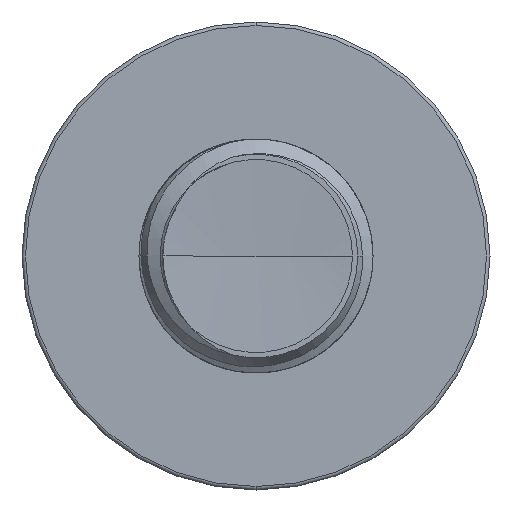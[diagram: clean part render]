
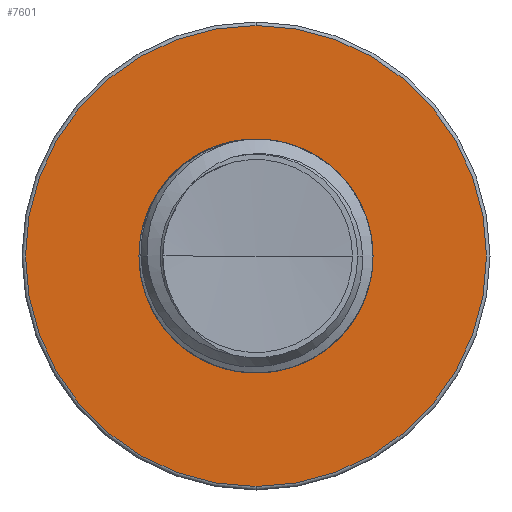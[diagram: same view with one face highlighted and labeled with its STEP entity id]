
A CAD part, front view. The second image highlights one B-rep face of the part: STEP entity #7601.
In plain terms, the highlighted planar face has unit normal (0, -1, 0).
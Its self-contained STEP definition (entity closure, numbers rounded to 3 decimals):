
#893 = DIRECTION ( 'NONE',  ( 0., 0., -1. ) ) ;
#1160 = AXIS2_PLACEMENT_3D ( 'NONE', #26174, #14681, #893 ) ;
#1219 = DIRECTION ( 'NONE',  ( 0., 0., -1. ) ) ;
#1232 = DIRECTION ( 'NONE',  ( 0., -1., 0. ) ) ;
#1253 = CARTESIAN_POINT ( 'NONE',  ( 0., 7.5, 0. ) ) ;
#1540 = CARTESIAN_POINT ( 'NONE',  ( 0., 7.5, 5.91 ) ) ;
#1944 = AXIS2_PLACEMENT_3D ( 'NONE', #1253, #1232, #1219 ) ;
#2416 = VERTEX_POINT ( 'NONE', #18529 ) ;
#3247 = AXIS2_PLACEMENT_3D ( 'NONE', #22194, #22187, #22130 ) ;
#3937 = CIRCLE ( 'NONE', #1160, 2.923 ) ;
#4558 = AXIS2_PLACEMENT_3D ( 'NONE', #19369, #19305, #19281 ) ;
#6451 = VERTEX_POINT ( 'NONE', #11588 ) ;
#7601 = ADVANCED_FACE ( 'NONE', ( #12971, #23794 ), #21985, .T. ) ;
#10539 = EDGE_LOOP ( 'NONE', ( #23110, #12027 ) ) ;
#11588 = CARTESIAN_POINT ( 'NONE',  ( 0., 7.5, -2.923 ) ) ;
#11884 = CIRCLE ( 'NONE', #4558, 5.91 ) ;
#12027 = ORIENTED_EDGE ( 'NONE', *, *, #12920, .T. ) ;
#12920 = EDGE_CURVE ( 'NONE', #17834, #2416, #11884, .T. ) ;
#12971 = FACE_OUTER_BOUND ( 'NONE', #10539, .T. ) ;
#13369 = CARTESIAN_POINT ( 'NONE',  ( 0., 7.5, 2.923 ) ) ;
#14681 = DIRECTION ( 'NONE',  ( 0., -1., 0. ) ) ;
#15922 = EDGE_CURVE ( 'NONE', #6451, #24523, #26156, .T. ) ;
#17834 = VERTEX_POINT ( 'NONE', #1540 ) ;
#17854 = AXIS2_PLACEMENT_3D ( 'NONE', #19792, #19730, #19701 ) ;
#17894 = EDGE_CURVE ( 'NONE', #2416, #17834, #18747, .T. ) ;
#18262 = ORIENTED_EDGE ( 'NONE', *, *, #15922, .F. ) ;
#18529 = CARTESIAN_POINT ( 'NONE',  ( 0., 7.5, -5.91 ) ) ;
#18747 = CIRCLE ( 'NONE', #1944, 5.91 ) ;
#19010 = EDGE_CURVE ( 'NONE', #24523, #6451, #3937, .T. ) ;
#19281 = DIRECTION ( 'NONE',  ( 0., 0., -1. ) ) ;
#19305 = DIRECTION ( 'NONE',  ( 0., -1., 0. ) ) ;
#19369 = CARTESIAN_POINT ( 'NONE',  ( 0., 7.5, 0. ) ) ;
#19701 = DIRECTION ( 'NONE',  ( 0., 0., -1. ) ) ;
#19730 = DIRECTION ( 'NONE',  ( 0., -1., 0. ) ) ;
#19792 = CARTESIAN_POINT ( 'NONE',  ( 0., 7.5, 2.923 ) ) ;
#21985 = PLANE ( 'NONE',  #17854 ) ;
#22130 = DIRECTION ( 'NONE',  ( 0., 0., -1. ) ) ;
#22187 = DIRECTION ( 'NONE',  ( 0., -1., 0. ) ) ;
#22194 = CARTESIAN_POINT ( 'NONE',  ( 0., 7.5, 0. ) ) ;
#23110 = ORIENTED_EDGE ( 'NONE', *, *, #17894, .T. ) ;
#23636 = ORIENTED_EDGE ( 'NONE', *, *, #19010, .F. ) ;
#23794 = FACE_BOUND ( 'NONE', #26203, .T. ) ;
#24523 = VERTEX_POINT ( 'NONE', #13369 ) ;
#26156 = CIRCLE ( 'NONE', #3247, 2.923 ) ;
#26174 = CARTESIAN_POINT ( 'NONE',  ( 0., 7.5, 0. ) ) ;
#26203 = EDGE_LOOP ( 'NONE', ( #18262, #23636 ) ) ;
